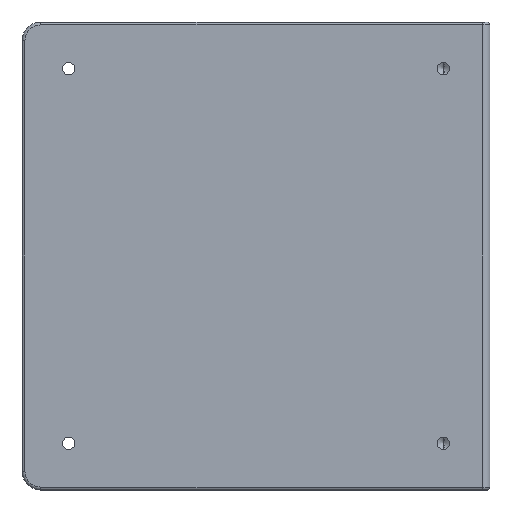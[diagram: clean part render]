
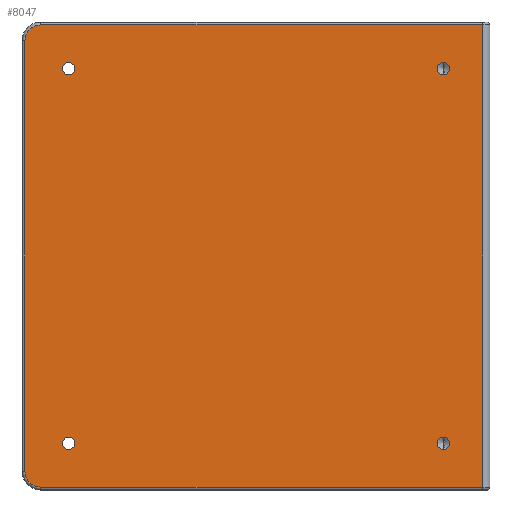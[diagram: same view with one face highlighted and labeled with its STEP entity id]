
A CAD part, left-side view. The second image highlights one B-rep face of the part: STEP entity #8047.
In plain terms, the highlighted planar face has unit normal (-1, 0, 0).
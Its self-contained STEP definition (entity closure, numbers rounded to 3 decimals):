
#20 = ORIENTED_EDGE ( 'NONE', *, *, #8204, .T. ) ;
#107 = EDGE_LOOP ( 'NONE', ( #5733, #9613 ) ) ;
#164 = DIRECTION ( 'NONE',  ( -1., 0., 0. ) ) ;
#274 = CIRCLE ( 'NONE', #8360, 1.65 ) ;
#562 = ORIENTED_EDGE ( 'NONE', *, *, #10181, .F. ) ;
#609 = CARTESIAN_POINT ( 'NONE',  ( 0., 125., 61.7 ) ) ;
#637 = VERTEX_POINT ( 'NONE', #7167 ) ;
#707 = CARTESIAN_POINT ( 'NONE',  ( 0., 125., 62.5 ) ) ;
#715 = FACE_BOUND ( 'NONE', #4680, .T. ) ;
#961 = CARTESIAN_POINT ( 'NONE',  ( 0., 120., 61.7 ) ) ;
#1078 = EDGE_CURVE ( 'NONE', #2853, #3815, #5465, .T. ) ;
#1148 = DIRECTION ( 'NONE',  ( -1., 0., 0. ) ) ;
#1183 = EDGE_CURVE ( 'NONE', #6386, #6965, #7845, .T. ) ;
#1236 = VECTOR ( 'NONE', #8280, 1000. ) ;
#1270 = DIRECTION ( 'NONE',  ( 0., 0., 1. ) ) ;
#1290 = ORIENTED_EDGE ( 'NONE', *, *, #1078, .T. ) ;
#1303 = EDGE_CURVE ( 'NONE', #10377, #10763, #11240, .T. ) ;
#1443 = EDGE_CURVE ( 'NONE', #3625, #1633, #11391, .T. ) ;
#1535 = CIRCLE ( 'NONE', #2241, 4.2 ) ;
#1556 = CARTESIAN_POINT ( 'NONE',  ( 0., 124.2, 57.5 ) ) ;
#1633 = VERTEX_POINT ( 'NONE', #6521 ) ;
#1654 = DIRECTION ( 'NONE',  ( -1., 0., 0. ) ) ;
#1663 = CARTESIAN_POINT ( 'NONE',  ( 0., 2., -61.7 ) ) ;
#1682 = EDGE_LOOP ( 'NONE', ( #1938, #11636, #10543, #6230, #20, #1290 ) ) ;
#1863 = CARTESIAN_POINT ( 'NONE',  ( 0., 112.5, 50. ) ) ;
#1938 = ORIENTED_EDGE ( 'NONE', *, *, #10817, .T. ) ;
#1978 = CARTESIAN_POINT ( 'NONE',  ( 0., 112.5, 51.65 ) ) ;
#2130 = CARTESIAN_POINT ( 'NONE',  ( 0., 2., 62.5 ) ) ;
#2202 = LINE ( 'NONE', #609, #4175 ) ;
#2209 = AXIS2_PLACEMENT_3D ( 'NONE', #10673, #1654, #6171 ) ;
#2241 = AXIS2_PLACEMENT_3D ( 'NONE', #5003, #11322, #5918 ) ;
#2268 = DIRECTION ( 'NONE',  ( 0., 0., 1. ) ) ;
#2285 = ORIENTED_EDGE ( 'NONE', *, *, #1183, .F. ) ;
#2347 = CIRCLE ( 'NONE', #3596, 1.65 ) ;
#2445 = EDGE_LOOP ( 'NONE', ( #11040, #562 ) ) ;
#2511 = ORIENTED_EDGE ( 'NONE', *, *, #8999, .F. ) ;
#2656 = DIRECTION ( 'NONE',  ( 0., 1., 0. ) ) ;
#2705 = DIRECTION ( 'NONE',  ( 0., 0., 1. ) ) ;
#2709 = CARTESIAN_POINT ( 'NONE',  ( 0., 2., 61.7 ) ) ;
#2775 = DIRECTION ( 'NONE',  ( 0., 0., 1. ) ) ;
#2814 = FACE_BOUND ( 'NONE', #4267, .T. ) ;
#2853 = VERTEX_POINT ( 'NONE', #1556 ) ;
#3061 = AXIS2_PLACEMENT_3D ( 'NONE', #9334, #1148, #1270 ) ;
#3155 = LINE ( 'NONE', #2130, #3999 ) ;
#3346 = CIRCLE ( 'NONE', #5946, 1.65 ) ;
#3596 = AXIS2_PLACEMENT_3D ( 'NONE', #1863, #3641, #2705 ) ;
#3625 = VERTEX_POINT ( 'NONE', #1978 ) ;
#3641 = DIRECTION ( 'NONE',  ( -1., 0., 0. ) ) ;
#3656 = AXIS2_PLACEMENT_3D ( 'NONE', #7744, #10497, #2268 ) ;
#3681 = AXIS2_PLACEMENT_3D ( 'NONE', #9637, #7822, #5193 ) ;
#3815 = VERTEX_POINT ( 'NONE', #5400 ) ;
#3999 = VECTOR ( 'NONE', #9382, 1000. ) ;
#4059 = EDGE_CURVE ( 'NONE', #6443, #7746, #11216, .T. ) ;
#4175 = VECTOR ( 'NONE', #5928, 1000. ) ;
#4267 = EDGE_LOOP ( 'NONE', ( #2511, #7716 ) ) ;
#4335 = EDGE_CURVE ( 'NONE', #8017, #7852, #3155, .T. ) ;
#4495 = AXIS2_PLACEMENT_3D ( 'NONE', #8465, #11070, #7552 ) ;
#4514 = DIRECTION ( 'NONE',  ( 0., 0., 1. ) ) ;
#4533 = CARTESIAN_POINT ( 'NONE',  ( 0., 120., 57.5 ) ) ;
#4680 = EDGE_LOOP ( 'NONE', ( #5670, #2285 ) ) ;
#5003 = CARTESIAN_POINT ( 'NONE',  ( 0., 120., -57.5 ) ) ;
#5123 = CARTESIAN_POINT ( 'NONE',  ( 0., 12.5, -48.35 ) ) ;
#5193 = DIRECTION ( 'NONE',  ( 0., 0., 1. ) ) ;
#5400 = CARTESIAN_POINT ( 'NONE',  ( 0., 124.2, -57.5 ) ) ;
#5465 = LINE ( 'NONE', #6309, #1236 ) ;
#5517 = CARTESIAN_POINT ( 'NONE',  ( 0., 12.5, -50. ) ) ;
#5670 = ORIENTED_EDGE ( 'NONE', *, *, #9308, .F. ) ;
#5733 = ORIENTED_EDGE ( 'NONE', *, *, #1443, .F. ) ;
#5902 = EDGE_CURVE ( 'NONE', #637, #8017, #8948, .T. ) ;
#5918 = DIRECTION ( 'NONE',  ( 0., 1., 0. ) ) ;
#5928 = DIRECTION ( 'NONE',  ( 0., 1., 0. ) ) ;
#5946 = AXIS2_PLACEMENT_3D ( 'NONE', #10934, #164, #4514 ) ;
#6171 = DIRECTION ( 'NONE',  ( 0., 0., 1. ) ) ;
#6204 = CARTESIAN_POINT ( 'NONE',  ( 0., 112.5, -48.35 ) ) ;
#6230 = ORIENTED_EDGE ( 'NONE', *, *, #11050, .T. ) ;
#6309 = CARTESIAN_POINT ( 'NONE',  ( 0., 124.2, 62.5 ) ) ;
#6386 = VERTEX_POINT ( 'NONE', #11414 ) ;
#6443 = VERTEX_POINT ( 'NONE', #6204 ) ;
#6521 = CARTESIAN_POINT ( 'NONE',  ( 0., 112.5, 48.35 ) ) ;
#6956 = PLANE ( 'NONE',  #9667 ) ;
#6965 = VERTEX_POINT ( 'NONE', #5123 ) ;
#7116 = DIRECTION ( 'NONE',  ( 1., 0., 0. ) ) ;
#7167 = CARTESIAN_POINT ( 'NONE',  ( 0., 120., -61.7 ) ) ;
#7304 = CIRCLE ( 'NONE', #4495, 1.65 ) ;
#7320 = DIRECTION ( 'NONE',  ( -1., 0., 0. ) ) ;
#7321 = CARTESIAN_POINT ( 'NONE',  ( 0., 12.5, 48.35 ) ) ;
#7339 = FACE_BOUND ( 'NONE', #2445, .T. ) ;
#7552 = DIRECTION ( 'NONE',  ( 0., 0., 1. ) ) ;
#7632 = CARTESIAN_POINT ( 'NONE',  ( 0., 112.5, -51.65 ) ) ;
#7716 = ORIENTED_EDGE ( 'NONE', *, *, #1303, .F. ) ;
#7744 = CARTESIAN_POINT ( 'NONE',  ( 0., 12.5, 50. ) ) ;
#7746 = VERTEX_POINT ( 'NONE', #7632 ) ;
#7810 = VERTEX_POINT ( 'NONE', #961 ) ;
#7822 = DIRECTION ( 'NONE',  ( -1., 0., 0. ) ) ;
#7845 = CIRCLE ( 'NONE', #3061, 1.65 ) ;
#7852 = VERTEX_POINT ( 'NONE', #2709 ) ;
#7893 = CIRCLE ( 'NONE', #9293, 4.2 ) ;
#7933 = DIRECTION ( 'NONE',  ( 0., 1., 0. ) ) ;
#8017 = VERTEX_POINT ( 'NONE', #1663 ) ;
#8047 = ADVANCED_FACE ( 'NONE', ( #715, #7339, #8758, #2814, #8611 ), #6956, .F. ) ;
#8204 = EDGE_CURVE ( 'NONE', #7810, #2853, #7893, .T. ) ;
#8280 = DIRECTION ( 'NONE',  ( 0., 0., -1. ) ) ;
#8360 = AXIS2_PLACEMENT_3D ( 'NONE', #5517, #10997, #2775 ) ;
#8376 = CARTESIAN_POINT ( 'NONE',  ( 0., 2., -61.7 ) ) ;
#8465 = CARTESIAN_POINT ( 'NONE',  ( 0., 112.5, -50. ) ) ;
#8611 = FACE_OUTER_BOUND ( 'NONE', #1682, .T. ) ;
#8758 = FACE_BOUND ( 'NONE', #107, .T. ) ;
#8948 = LINE ( 'NONE', #8376, #11621 ) ;
#8999 = EDGE_CURVE ( 'NONE', #10763, #10377, #3346, .T. ) ;
#9293 = AXIS2_PLACEMENT_3D ( 'NONE', #4533, #7320, #2656 ) ;
#9308 = EDGE_CURVE ( 'NONE', #6965, #6386, #274, .T. ) ;
#9334 = CARTESIAN_POINT ( 'NONE',  ( 0., 12.5, -50. ) ) ;
#9382 = DIRECTION ( 'NONE',  ( 0., 0., 1. ) ) ;
#9613 = ORIENTED_EDGE ( 'NONE', *, *, #10906, .F. ) ;
#9637 = CARTESIAN_POINT ( 'NONE',  ( 0., 112.5, 50. ) ) ;
#9667 = AXIS2_PLACEMENT_3D ( 'NONE', #707, #7116, #7933 ) ;
#10090 = CARTESIAN_POINT ( 'NONE',  ( 0., 12.5, 51.65 ) ) ;
#10110 = DIRECTION ( 'NONE',  ( 0., -1., 0. ) ) ;
#10181 = EDGE_CURVE ( 'NONE', #7746, #6443, #7304, .T. ) ;
#10377 = VERTEX_POINT ( 'NONE', #7321 ) ;
#10497 = DIRECTION ( 'NONE',  ( -1., 0., 0. ) ) ;
#10543 = ORIENTED_EDGE ( 'NONE', *, *, #4335, .T. ) ;
#10673 = CARTESIAN_POINT ( 'NONE',  ( 0., 112.5, -50. ) ) ;
#10763 = VERTEX_POINT ( 'NONE', #10090 ) ;
#10817 = EDGE_CURVE ( 'NONE', #3815, #637, #1535, .T. ) ;
#10906 = EDGE_CURVE ( 'NONE', #1633, #3625, #2347, .T. ) ;
#10934 = CARTESIAN_POINT ( 'NONE',  ( 0., 12.5, 50. ) ) ;
#10997 = DIRECTION ( 'NONE',  ( -1., 0., 0. ) ) ;
#11040 = ORIENTED_EDGE ( 'NONE', *, *, #4059, .F. ) ;
#11050 = EDGE_CURVE ( 'NONE', #7852, #7810, #2202, .T. ) ;
#11070 = DIRECTION ( 'NONE',  ( -1., 0., 0. ) ) ;
#11216 = CIRCLE ( 'NONE', #2209, 1.65 ) ;
#11240 = CIRCLE ( 'NONE', #3656, 1.65 ) ;
#11322 = DIRECTION ( 'NONE',  ( -1., 0., 0. ) ) ;
#11391 = CIRCLE ( 'NONE', #3681, 1.65 ) ;
#11414 = CARTESIAN_POINT ( 'NONE',  ( 0., 12.5, -51.65 ) ) ;
#11621 = VECTOR ( 'NONE', #10110, 1000. ) ;
#11636 = ORIENTED_EDGE ( 'NONE', *, *, #5902, .T. ) ;
